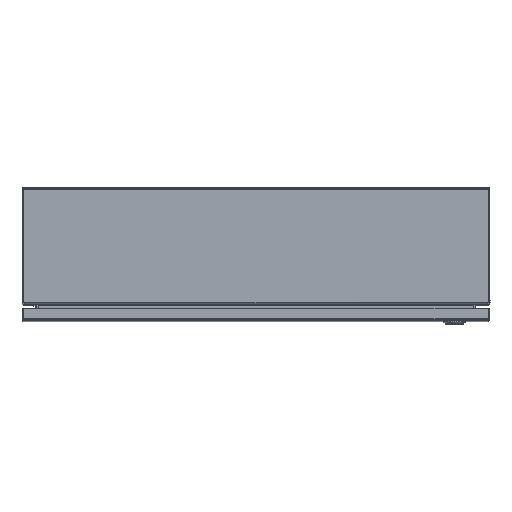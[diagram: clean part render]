
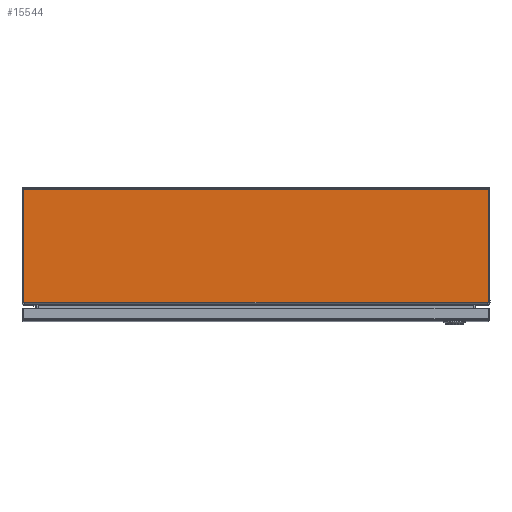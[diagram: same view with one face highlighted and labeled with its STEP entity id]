
A CAD part, top view. The second image highlights one B-rep face of the part: STEP entity #15544.
In plain terms, the highlighted planar face has unit normal (0, 0, 1).
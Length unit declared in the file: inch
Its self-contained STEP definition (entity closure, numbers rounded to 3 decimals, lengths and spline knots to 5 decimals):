
#1526 = ORIENTED_EDGE ( 'NONE', *, *, #7951, .F. ) ;
#1865 = DIRECTION ( 'NONE',  ( 0., -1., 0. ) ) ;
#2228 = AXIS2_PLACEMENT_3D ( 'NONE', #5819, #14926, #23704 ) ;
#2607 = CARTESIAN_POINT ( 'NONE',  ( -11.92789, -5.76322, 15. ) ) ;
#2667 = CARTESIAN_POINT ( 'NONE',  ( 83.298, -5.892, 15. ) ) ;
#3078 = LINE ( 'NONE', #23506, #5394 ) ;
#4341 = VECTOR ( 'NONE', #27722, 39.37008 ) ;
#5394 = VECTOR ( 'NONE', #19025, 39.37008 ) ;
#5587 = VERTEX_POINT ( 'NONE', #20769 ) ;
#5819 = CARTESIAN_POINT ( 'NONE',  ( 11.54553, -5.76322, 15. ) ) ;
#7844 = CARTESIAN_POINT ( 'NONE',  ( -11.92789, -0.108, 15. ) ) ;
#7951 = EDGE_CURVE ( 'NONE', #5587, #8838, #3078, .T. ) ;
#8016 = ORIENTED_EDGE ( 'NONE', *, *, #12087, .F. ) ;
#8528 = CARTESIAN_POINT ( 'NONE',  ( 83.298, -0.072, 15. ) ) ;
#8838 = VERTEX_POINT ( 'NONE', #20843 ) ;
#9038 = LINE ( 'NONE', #16040, #27223 ) ;
#9088 = VECTOR ( 'NONE', #28552, 39.37008 ) ;
#10646 = ORIENTED_EDGE ( 'NONE', *, *, #11804, .F. ) ;
#10901 = DIRECTION ( 'NONE',  ( 0., 0., -1. ) ) ;
#11241 = DIRECTION ( 'NONE',  ( 0., 0., -1. ) ) ;
#11335 = VERTEX_POINT ( 'NONE', #21716 ) ;
#11804 = EDGE_CURVE ( 'NONE', #11335, #22511, #14597, .T. ) ;
#12087 = EDGE_CURVE ( 'NONE', #21252, #27565, #22718, .T. ) ;
#12459 = EDGE_LOOP ( 'NONE', ( #10646, #27453, #8016, #14362, #1526, #16409 ) ) ;
#14362 = ORIENTED_EDGE ( 'NONE', *, *, #16744, .F. ) ;
#14597 = CIRCLE ( 'NONE', #22693, 0.38236 ) ;
#14926 = DIRECTION ( 'NONE',  ( 0., 0., -1. ) ) ;
#15544 = ADVANCED_FACE ( 'NONE', ( #28934 ), #28637, .F. ) ;
#16040 = CARTESIAN_POINT ( 'NONE',  ( 11.92789, -0.108, 15. ) ) ;
#16409 = ORIENTED_EDGE ( 'NONE', *, *, #27993, .T. ) ;
#16744 = EDGE_CURVE ( 'NONE', #8838, #21252, #9038, .T. ) ;
#17803 = DIRECTION ( 'NONE',  ( 0., 1., 0. ) ) ;
#19025 = DIRECTION ( 'NONE',  ( 1., 0., 0. ) ) ;
#19983 = DIRECTION ( 'NONE',  ( 0., 1., 0. ) ) ;
#20489 = EDGE_CURVE ( 'NONE', #27565, #11335, #21001, .T. ) ;
#20769 = CARTESIAN_POINT ( 'NONE',  ( -11.92789, -0.108, 15. ) ) ;
#20843 = CARTESIAN_POINT ( 'NONE',  ( 11.92789, -0.108, 15. ) ) ;
#20880 = CARTESIAN_POINT ( 'NONE',  ( 11.90555, -5.892, 15. ) ) ;
#21001 = LINE ( 'NONE', #2667, #4341 ) ;
#21252 = VERTEX_POINT ( 'NONE', #29156 ) ;
#21716 = CARTESIAN_POINT ( 'NONE',  ( -11.90555, -5.892, 15. ) ) ;
#22511 = VERTEX_POINT ( 'NONE', #2607 ) ;
#22693 = AXIS2_PLACEMENT_3D ( 'NONE', #26583, #11241, #17803 ) ;
#22718 = CIRCLE ( 'NONE', #2228, 0.38236 ) ;
#23506 = CARTESIAN_POINT ( 'NONE',  ( -11.892, -0.108, 15. ) ) ;
#23704 = DIRECTION ( 'NONE',  ( 0., 1., 0. ) ) ;
#24318 = AXIS2_PLACEMENT_3D ( 'NONE', #8528, #10901, #19983 ) ;
#25708 = LINE ( 'NONE', #7844, #9088 ) ;
#26583 = CARTESIAN_POINT ( 'NONE',  ( -11.54553, -5.76322, 15. ) ) ;
#27223 = VECTOR ( 'NONE', #1865, 39.37008 ) ;
#27453 = ORIENTED_EDGE ( 'NONE', *, *, #20489, .F. ) ;
#27565 = VERTEX_POINT ( 'NONE', #20880 ) ;
#27722 = DIRECTION ( 'NONE',  ( -1., 0., 0. ) ) ;
#27993 = EDGE_CURVE ( 'NONE', #5587, #22511, #25708, .T. ) ;
#28552 = DIRECTION ( 'NONE',  ( 0., -1., 0. ) ) ;
#28637 = PLANE ( 'NONE',  #24318 ) ;
#28934 = FACE_OUTER_BOUND ( 'NONE', #12459, .T. ) ;
#29156 = CARTESIAN_POINT ( 'NONE',  ( 11.92789, -5.76322, 15. ) ) ;
